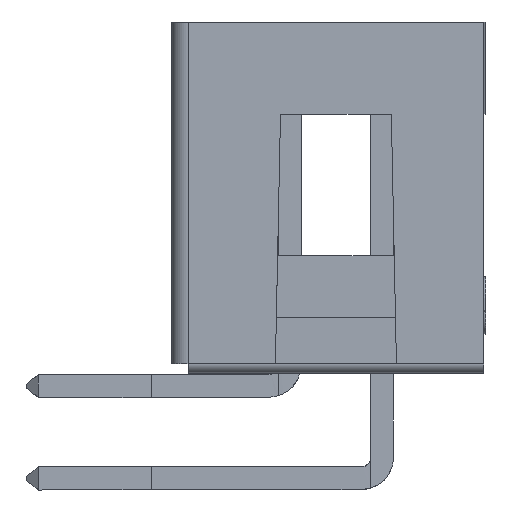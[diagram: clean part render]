
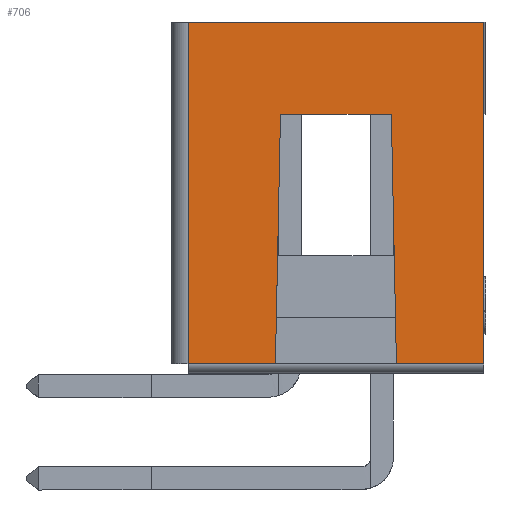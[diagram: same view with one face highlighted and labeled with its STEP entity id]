
A CAD part, front view. The second image highlights one B-rep face of the part: STEP entity #706.
In plain terms, the highlighted planar face has unit normal (0, -1, 0).
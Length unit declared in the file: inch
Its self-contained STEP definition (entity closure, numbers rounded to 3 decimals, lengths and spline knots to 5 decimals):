
#706=ADVANCED_FACE('',(#1686),#1167,.T.);
#1167=PLANE('',#9251);
#1686=FACE_OUTER_BOUND('',#2238,.T.);
#2238=EDGE_LOOP('',(#4926,#4927,#4928,#4929,#4930,#4931,#4932,#4933));
#4926=ORIENTED_EDGE('',*,*,#7193,.T.);
#4927=ORIENTED_EDGE('',*,*,#7315,.T.);
#4928=ORIENTED_EDGE('',*,*,#7317,.T.);
#4929=ORIENTED_EDGE('',*,*,#7318,.F.);
#4930=ORIENTED_EDGE('',*,*,#7220,.T.);
#4931=ORIENTED_EDGE('',*,*,#7316,.T.);
#4932=ORIENTED_EDGE('',*,*,#7187,.T.);
#4933=ORIENTED_EDGE('',*,*,#7189,.T.);
#5859=VERTEX_POINT('',#16590);
#5860=VERTEX_POINT('',#16595);
#5861=VERTEX_POINT('',#16605);
#5863=VERTEX_POINT('',#16620);
#5879=VERTEX_POINT('',#16752);
#5880=VERTEX_POINT('',#16757);
#5933=VERTEX_POINT('',#17322);
#5934=VERTEX_POINT('',#17336);
#7187=EDGE_CURVE('',#5860,#5859,#8584,.T.);
#7189=EDGE_CURVE('',#5859,#5861,#8586,.T.);
#7193=EDGE_CURVE('',#5861,#5863,#8590,.T.);
#7220=EDGE_CURVE('',#5880,#5879,#8617,.T.);
#7315=EDGE_CURVE('',#5863,#5933,#8716,.T.);
#7316=EDGE_CURVE('',#5879,#5860,#8717,.T.);
#7317=EDGE_CURVE('',#5933,#5934,#8718,.T.);
#7318=EDGE_CURVE('',#5880,#5934,#8719,.T.);
#8584=B_SPLINE_CURVE_WITH_KNOTS('',3,(#16591,#16592,#16593,#16594),.UNSPECIFIED.,
.F.,.F.,(4,4),(0.,1.),.UNSPECIFIED.);
#8586=B_SPLINE_CURVE_WITH_KNOTS('',3,(#16601,#16602,#16603,#16604),.UNSPECIFIED.,
.F.,.F.,(4,4),(0.,1.),.UNSPECIFIED.);
#8590=B_SPLINE_CURVE_WITH_KNOTS('',3,(#16621,#16622,#16623,#16624),.UNSPECIFIED.,
.F.,.F.,(4,4),(0.,1.),.UNSPECIFIED.);
#8617=B_SPLINE_CURVE_WITH_KNOTS('',3,(#16753,#16754,#16755,#16756),.UNSPECIFIED.,
.F.,.F.,(4,4),(0.,1.),.UNSPECIFIED.);
#8716=B_SPLINE_CURVE_WITH_KNOTS('',3,(#17323,#17324,#17325,#17326),.UNSPECIFIED.,
.F.,.F.,(4,4),(0.,1.),.UNSPECIFIED.);
#8717=B_SPLINE_CURVE_WITH_KNOTS('',3,(#17327,#17328,#17329,#17330),.UNSPECIFIED.,
.F.,.F.,(4,4),(0.,1.),.UNSPECIFIED.);
#8718=B_SPLINE_CURVE_WITH_KNOTS('',3,(#17332,#17333,#17334,#17335),.UNSPECIFIED.,
.F.,.F.,(4,4),(0.,1.),.UNSPECIFIED.);
#8719=B_SPLINE_CURVE_WITH_KNOTS('',3,(#17337,#17338,#17339,#17340),.UNSPECIFIED.,
.F.,.F.,(4,4),(0.,1.),.UNSPECIFIED.);
#9251=AXIS2_PLACEMENT_3D('',#17341,#10281,#10282);
#10281=DIRECTION('',(0.,-1.,0.));
#10282=DIRECTION('',(1.,0.,0.));
#16590=CARTESIAN_POINT('',(-0.11,-0.144,0.27));
#16591=CARTESIAN_POINT('',(-0.1155,-0.144,0.));
#16592=CARTESIAN_POINT('',(-0.11367,-0.144,0.09));
#16593=CARTESIAN_POINT('',(-0.11183,-0.144,0.18));
#16594=CARTESIAN_POINT('',(-0.11,-0.144,0.27));
#16595=CARTESIAN_POINT('',(-0.1155,-0.144,0.));
#16601=CARTESIAN_POINT('',(-0.11,-0.144,0.27));
#16602=CARTESIAN_POINT('',(-0.07,-0.144,0.27));
#16603=CARTESIAN_POINT('',(-0.03,-0.144,0.27));
#16604=CARTESIAN_POINT('',(0.01,-0.144,0.27));
#16605=CARTESIAN_POINT('',(0.01,-0.144,0.27));
#16620=CARTESIAN_POINT('',(0.0155,-0.144,0.));
#16621=CARTESIAN_POINT('',(0.01,-0.144,0.27));
#16622=CARTESIAN_POINT('',(0.01183,-0.144,0.18));
#16623=CARTESIAN_POINT('',(0.01367,-0.144,0.09));
#16624=CARTESIAN_POINT('',(0.0155,-0.144,0.));
#16752=CARTESIAN_POINT('',(-0.21,-0.144,0.));
#16753=CARTESIAN_POINT('',(-0.21,-0.144,0.37));
#16754=CARTESIAN_POINT('',(-0.21,-0.144,0.24667));
#16755=CARTESIAN_POINT('',(-0.21,-0.144,0.12333));
#16756=CARTESIAN_POINT('',(-0.21,-0.144,0.));
#16757=CARTESIAN_POINT('',(-0.21,-0.144,0.37));
#17322=CARTESIAN_POINT('',(0.11,-0.144,0.));
#17323=CARTESIAN_POINT('',(0.0155,-0.144,0.));
#17324=CARTESIAN_POINT('',(0.047,-0.144,0.));
#17325=CARTESIAN_POINT('',(0.0785,-0.144,0.));
#17326=CARTESIAN_POINT('',(0.11,-0.144,0.));
#17327=CARTESIAN_POINT('',(-0.21,-0.144,0.));
#17328=CARTESIAN_POINT('',(-0.1785,-0.144,0.));
#17329=CARTESIAN_POINT('',(-0.147,-0.144,0.));
#17330=CARTESIAN_POINT('',(-0.1155,-0.144,0.));
#17332=CARTESIAN_POINT('',(0.11,-0.144,0.));
#17333=CARTESIAN_POINT('',(0.11,-0.144,0.12333));
#17334=CARTESIAN_POINT('',(0.11,-0.144,0.24667));
#17335=CARTESIAN_POINT('',(0.11,-0.144,0.37));
#17336=CARTESIAN_POINT('',(0.11,-0.144,0.37));
#17337=CARTESIAN_POINT('',(-0.21,-0.144,0.37));
#17338=CARTESIAN_POINT('',(-0.10333,-0.144,0.37));
#17339=CARTESIAN_POINT('',(0.00333,-0.144,0.37));
#17340=CARTESIAN_POINT('',(0.11,-0.144,0.37));
#17341=CARTESIAN_POINT('',(0.27,-0.144,-0.185));
